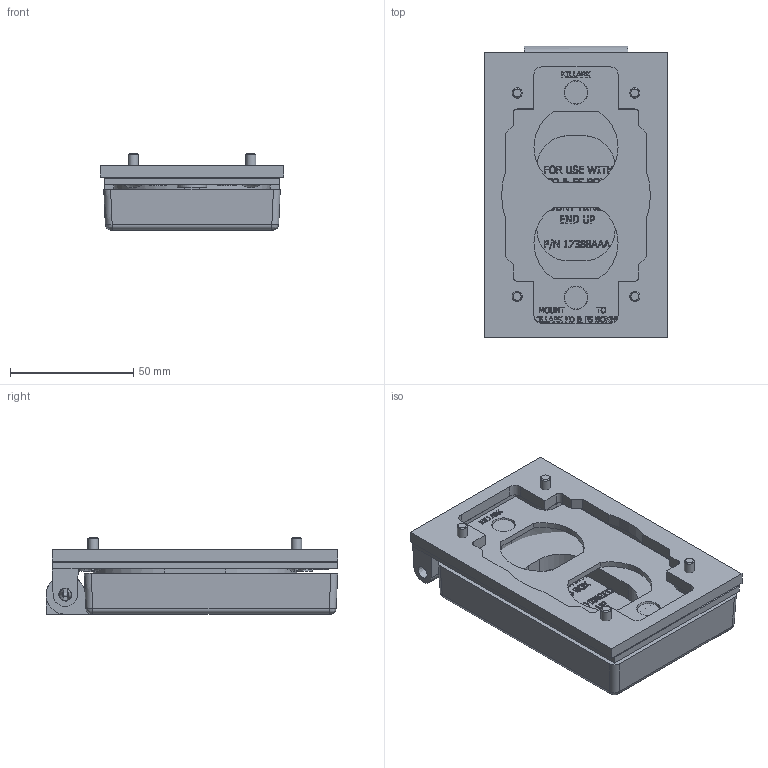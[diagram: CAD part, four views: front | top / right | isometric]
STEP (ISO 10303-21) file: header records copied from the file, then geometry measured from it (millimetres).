
FILE_DESCRIPTION(/* description */ ('FCL FOR DUPLEX RECEPTACLE'),/* implementation_level */ '2;1');
FILE_NAME(/* name */ 'KIL_FCLA.stp',/* time_stamp */ '2020-11-04T15:51:32+05:00',/* author */ ('lsugumaran'),/* organization */ (''),/* preprocessor_version */ 'ST-DEVELOPER v18',/* originating_system */ 'Autodesk Inventor 2020',/* authorisation */ '');
FILE_SCHEMA (('AUTOMOTIVE_DESIGN { 1 0 10303 214 3 1 1 }'));
Products named in the file (9): 17392-1; 17387BBAC; 17388; 17394AAAB; 17393AAAB; 17389AAAB; 17391AAAB; 17390; 0725056B
Assembly tree (11 placements, depth 2):
  17392-1
    17387BBAC
    17388
    17394AAAB
    17393AAAB
    17389AAAB
    17391AAAB
    17390
    0725056B  x4
Bounding box: 74.61 x 118.41 x 31.53 mm (x, y, z)
Volume: 112387.9 mm3; surface area: 78150.9 mm2
Topology: 11 solids, 11 shells, 1917 faces, 5163 edges, 3428 vertices
Faces by surface type: plane 1226, bspline 556, cylinder 91, cone 36, sphere 8
Full cylindrical faces by diameter (mm): 0.738 x1, 0.881 x1, 3.175 x4, 4.166 x4, 4.42 x4, 4.75 x1, 4.877 x1, 4.928 x1, 6.469 x1, 7.938 x1
Entity records: 65248 total; most frequent: CARTESIAN_POINT 20282, ORIENTED_EDGE 10180, DIRECTION 6970, EDGE_CURVE 5090, LINE 3700, VECTOR 3700, VERTEX_POINT 3380, EDGE_LOOP 2080
